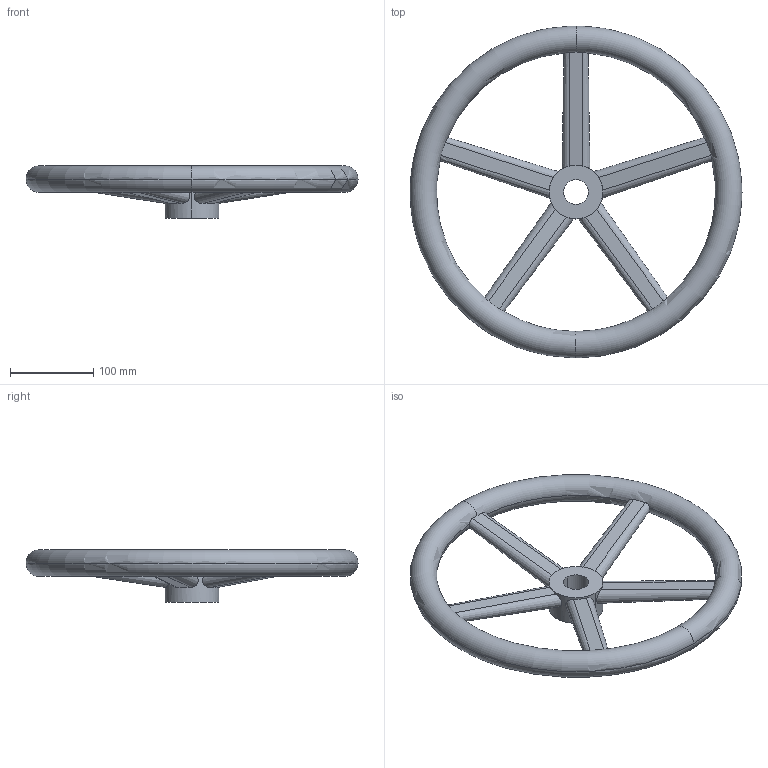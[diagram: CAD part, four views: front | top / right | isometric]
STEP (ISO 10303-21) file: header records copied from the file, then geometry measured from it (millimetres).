
FILE_DESCRIPTION(('STEP AP214'),'1');
FILE_NAME(' ',' ',('TraceParts'),('TraceParts S.A.'),'XStep 1.0',' ',' ');
FILE_SCHEMA(('automotive_design'));
Length unit declared in the file: millimetre
Products named in the file (1): 1
Bounding box: 400 x 400 x 63 mm (x, y, z)
Volume: 1330275.8 mm3; surface area: 184488.2 mm2
Topology: 1 solids, 1 shells, 30 faces, 99 edges, 65 vertices
Faces by surface type: plane 12, cone 10, torus 4, cylinder 4
Entity records: 3046 total; most frequent: CARTESIAN_POINT 1126, ORIENTED_EDGE 198, STYLED_ITEM 195, PRESENTATION_STYLE_ASSIGNMENT 195, COLOUR_RGB 195, DIRECTION 151, EDGE_CURVE 99, CURVE_STYLE 99
